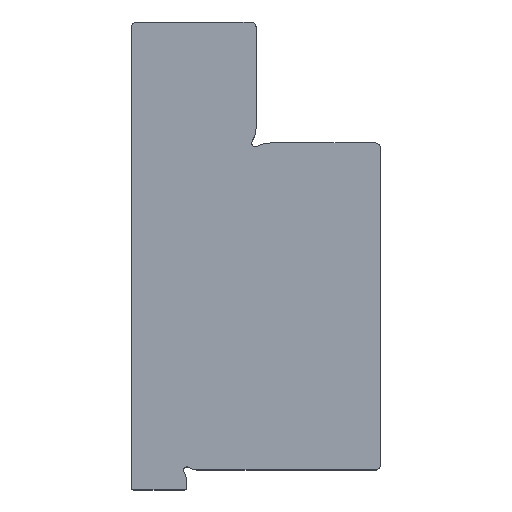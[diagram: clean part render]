
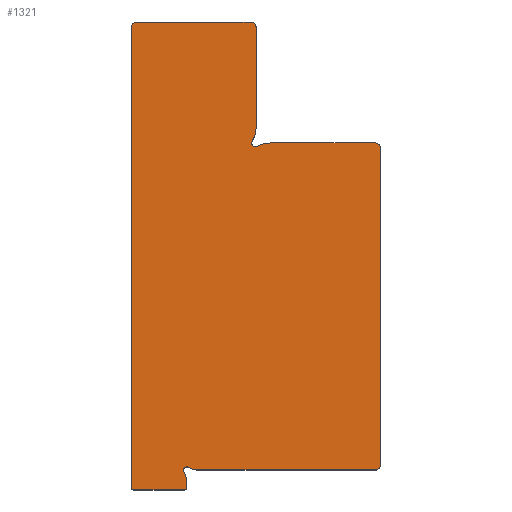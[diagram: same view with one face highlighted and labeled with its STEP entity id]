
A CAD part, top view. The second image highlights one B-rep face of the part: STEP entity #1321.
In plain terms, the highlighted planar face has unit normal (0, 0, 1).
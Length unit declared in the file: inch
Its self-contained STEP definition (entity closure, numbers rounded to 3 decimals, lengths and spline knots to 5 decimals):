
#116=PLANE('',#1469);
#144=FACE_OUTER_BOUND('',#218,.T.);
#218=EDGE_LOOP('',(#909,#910,#911,#912,#913,#914,#915,#916,#917,#918,#919,
#920,#921,#922,#923,#924,#925,#926,#927,#928));
#309=LINE('',#2003,#394);
#314=LINE('',#2016,#399);
#315=LINE('',#2022,#400);
#316=LINE('',#2026,#401);
#317=LINE('',#2030,#402);
#318=LINE('',#2038,#403);
#319=LINE('',#2042,#404);
#320=LINE('',#2045,#405);
#394=VECTOR('',#1633,0.3937);
#399=VECTOR('',#1648,0.3937);
#400=VECTOR('',#1653,0.3937);
#401=VECTOR('',#1656,0.3937);
#402=VECTOR('',#1659,0.3937);
#403=VECTOR('',#1666,0.3937);
#404=VECTOR('',#1669,0.3937);
#405=VECTOR('',#1672,0.3937);
#470=CIRCLE('',#1451,0.01);
#482=CIRCLE('',#1466,0.01);
#483=CIRCLE('',#1468,0.1);
#484=CIRCLE('',#1470,0.015);
#485=CIRCLE('',#1471,0.1);
#486=CIRCLE('',#1472,0.025);
#487=CIRCLE('',#1473,0.025);
#488=CIRCLE('',#1474,0.125);
#489=CIRCLE('',#1475,0.02);
#490=CIRCLE('',#1476,0.125);
#491=CIRCLE('',#1477,0.025);
#492=CIRCLE('',#1478,0.025);
#533=VERTEX_POINT('',#1958);
#534=VERTEX_POINT('',#1960);
#553=VERTEX_POINT('',#2002);
#554=VERTEX_POINT('',#2006);
#555=VERTEX_POINT('',#2010);
#556=VERTEX_POINT('',#2012);
#557=VERTEX_POINT('',#2017);
#558=VERTEX_POINT('',#2019);
#559=VERTEX_POINT('',#2021);
#560=VERTEX_POINT('',#2023);
#561=VERTEX_POINT('',#2025);
#562=VERTEX_POINT('',#2027);
#563=VERTEX_POINT('',#2029);
#564=VERTEX_POINT('',#2031);
#565=VERTEX_POINT('',#2033);
#566=VERTEX_POINT('',#2035);
#567=VERTEX_POINT('',#2037);
#568=VERTEX_POINT('',#2039);
#569=VERTEX_POINT('',#2041);
#570=VERTEX_POINT('',#2043);
#671=EDGE_CURVE('',#533,#534,#470,.T.);
#692=EDGE_CURVE('',#534,#553,#309,.T.);
#694=EDGE_CURVE('',#553,#554,#482,.T.);
#697=EDGE_CURVE('',#555,#556,#483,.T.);
#699=EDGE_CURVE('',#556,#533,#314,.T.);
#700=EDGE_CURVE('',#557,#555,#484,.T.);
#701=EDGE_CURVE('',#558,#557,#485,.T.);
#702=EDGE_CURVE('',#559,#558,#315,.T.);
#703=EDGE_CURVE('',#560,#559,#486,.T.);
#704=EDGE_CURVE('',#561,#560,#316,.T.);
#705=EDGE_CURVE('',#562,#561,#487,.T.);
#706=EDGE_CURVE('',#563,#562,#317,.T.);
#707=EDGE_CURVE('',#564,#563,#488,.T.);
#708=EDGE_CURVE('',#564,#565,#489,.T.);
#709=EDGE_CURVE('',#566,#565,#490,.T.);
#710=EDGE_CURVE('',#567,#566,#318,.T.);
#711=EDGE_CURVE('',#568,#567,#491,.T.);
#712=EDGE_CURVE('',#569,#568,#319,.T.);
#713=EDGE_CURVE('',#570,#569,#492,.T.);
#714=EDGE_CURVE('',#554,#570,#320,.T.);
#909=ORIENTED_EDGE('',*,*,#671,.F.);
#910=ORIENTED_EDGE('',*,*,#699,.F.);
#911=ORIENTED_EDGE('',*,*,#697,.F.);
#912=ORIENTED_EDGE('',*,*,#700,.F.);
#913=ORIENTED_EDGE('',*,*,#701,.F.);
#914=ORIENTED_EDGE('',*,*,#702,.F.);
#915=ORIENTED_EDGE('',*,*,#703,.F.);
#916=ORIENTED_EDGE('',*,*,#704,.F.);
#917=ORIENTED_EDGE('',*,*,#705,.F.);
#918=ORIENTED_EDGE('',*,*,#706,.F.);
#919=ORIENTED_EDGE('',*,*,#707,.F.);
#920=ORIENTED_EDGE('',*,*,#708,.T.);
#921=ORIENTED_EDGE('',*,*,#709,.F.);
#922=ORIENTED_EDGE('',*,*,#710,.F.);
#923=ORIENTED_EDGE('',*,*,#711,.F.);
#924=ORIENTED_EDGE('',*,*,#712,.F.);
#925=ORIENTED_EDGE('',*,*,#713,.F.);
#926=ORIENTED_EDGE('',*,*,#714,.F.);
#927=ORIENTED_EDGE('',*,*,#694,.F.);
#928=ORIENTED_EDGE('',*,*,#692,.F.);
#1321=ADVANCED_FACE('',(#144),#116,.T.);
#1451=AXIS2_PLACEMENT_3D('',#1961,#1596,#1597);
#1466=AXIS2_PLACEMENT_3D('',#2007,#1637,#1638);
#1468=AXIS2_PLACEMENT_3D('',#2013,#1643,#1644);
#1469=AXIS2_PLACEMENT_3D('',#2015,#1646,#1647);
#1470=AXIS2_PLACEMENT_3D('',#2018,#1649,#1650);
#1471=AXIS2_PLACEMENT_3D('',#2020,#1651,#1652);
#1472=AXIS2_PLACEMENT_3D('',#2024,#1654,#1655);
#1473=AXIS2_PLACEMENT_3D('',#2028,#1657,#1658);
#1474=AXIS2_PLACEMENT_3D('',#2032,#1660,#1661);
#1475=AXIS2_PLACEMENT_3D('',#2034,#1662,#1663);
#1476=AXIS2_PLACEMENT_3D('',#2036,#1664,#1665);
#1477=AXIS2_PLACEMENT_3D('',#2040,#1667,#1668);
#1478=AXIS2_PLACEMENT_3D('',#2044,#1670,#1671);
#1596=DIRECTION('center_axis',(0.,0.,-1.));
#1597=DIRECTION('ref_axis',(0.707,-0.707,0.));
#1633=DIRECTION('',(-1.,0.,0.));
#1637=DIRECTION('center_axis',(0.,0.,-1.));
#1638=DIRECTION('ref_axis',(-0.707,-0.707,0.));
#1643=DIRECTION('center_axis',(0.,0.,-1.));
#1644=DIRECTION('ref_axis',(0.967,0.255,0.));
#1646=DIRECTION('center_axis',(0.,0.,1.));
#1647=DIRECTION('ref_axis',(1.,0.,0.));
#1648=DIRECTION('',(0.,-1.,0.));
#1649=DIRECTION('center_axis',(0.,0.,1.));
#1650=DIRECTION('ref_axis',(1.,0.,0.));
#1651=DIRECTION('center_axis',(0.,0.,-1.));
#1652=DIRECTION('ref_axis',(-0.255,-0.967,0.));
#1653=DIRECTION('',(-1.,0.,0.));
#1654=DIRECTION('center_axis',(0.,0.,-1.));
#1655=DIRECTION('ref_axis',(0.707,-0.707,0.));
#1656=DIRECTION('',(0.,-1.,0.));
#1657=DIRECTION('center_axis',(0.,0.,-1.));
#1658=DIRECTION('ref_axis',(0.707,0.707,0.));
#1659=DIRECTION('',(1.,0.,0.));
#1660=DIRECTION('center_axis',(0.,0.,-1.));
#1661=DIRECTION('ref_axis',(-0.263,0.965,0.));
#1662=DIRECTION('center_axis',(0.,0.,-1.));
#1663=DIRECTION('ref_axis',(-1.,0.,0.));
#1664=DIRECTION('center_axis',(0.,0.,-1.));
#1665=DIRECTION('ref_axis',(0.963,-0.27,0.));
#1666=DIRECTION('',(0.,-1.,0.));
#1667=DIRECTION('center_axis',(0.,0.,-1.));
#1668=DIRECTION('ref_axis',(0.707,0.707,0.));
#1669=DIRECTION('',(1.,0.,0.));
#1670=DIRECTION('center_axis',(0.,0.,-1.));
#1671=DIRECTION('ref_axis',(-0.707,0.707,0.));
#1672=DIRECTION('',(0.,1.,0.));
#1958=CARTESIAN_POINT('',(0.34624,-2.00993,0.));
#1960=CARTESIAN_POINT('',(0.33624,-2.01993,0.));
#1961=CARTESIAN_POINT('Origin',(0.33624,-2.00993,0.));
#2002=CARTESIAN_POINT('',(0.08024,-2.01993,0.));
#2003=CARTESIAN_POINT('',(0.34624,-2.01993,0.));
#2006=CARTESIAN_POINT('',(0.07024,-2.00993,0.));
#2007=CARTESIAN_POINT('Origin',(0.08024,-2.00993,0.));
#2010=CARTESIAN_POINT('',(0.33319,-1.92734,0.));
#2012=CARTESIAN_POINT('',(0.34624,-1.97672,0.));
#2013=CARTESIAN_POINT('Origin',(0.24624,-1.97672,0.));
#2015=CARTESIAN_POINT('Origin',(0.62801,-0.88693,0.));
#2016=CARTESIAN_POINT('',(0.34624,-1.93493,0.));
#2017=CARTESIAN_POINT('',(0.35365,-1.90689,0.));
#2018=CARTESIAN_POINT('Origin',(0.34624,-1.91993,0.));
#2019=CARTESIAN_POINT('',(0.40303,-1.91993,0.));
#2020=CARTESIAN_POINT('Origin',(0.40303,-1.81993,0.));
#2021=CARTESIAN_POINT('',(1.29524,-1.91993,0.));
#2022=CARTESIAN_POINT('',(1.32024,-1.91993,0.));
#2023=CARTESIAN_POINT('',(1.32024,-1.89493,0.));
#2024=CARTESIAN_POINT('Origin',(1.29524,-1.89493,0.));
#2025=CARTESIAN_POINT('',(1.32024,-0.30193,0.));
#2026=CARTESIAN_POINT('',(1.32024,-0.27693,0.));
#2027=CARTESIAN_POINT('',(1.29524,-0.27693,0.));
#2028=CARTESIAN_POINT('Origin',(1.29524,-0.30193,0.));
#2029=CARTESIAN_POINT('',(0.76766,-0.27693,0.));
#2030=CARTESIAN_POINT('',(0.69524,-0.27693,0.));
#2031=CARTESIAN_POINT('',(0.70431,-0.29417,0.));
#2032=CARTESIAN_POINT('Origin',(0.76766,-0.40193,0.));
#2033=CARTESIAN_POINT('',(0.67708,-0.26655,0.));
#2034=CARTESIAN_POINT('Origin',(0.69417,-0.27693,0.));
#2035=CARTESIAN_POINT('',(0.69524,-0.20166,0.));
#2036=CARTESIAN_POINT('Origin',(0.57024,-0.20166,0.));
#2037=CARTESIAN_POINT('',(0.69524,0.30607,0.));
#2038=CARTESIAN_POINT('',(0.69524,0.33107,0.));
#2039=CARTESIAN_POINT('',(0.67024,0.33107,0.));
#2040=CARTESIAN_POINT('Origin',(0.67024,0.30607,0.));
#2041=CARTESIAN_POINT('',(0.09524,0.33107,0.));
#2042=CARTESIAN_POINT('',(0.07024,0.33107,0.));
#2043=CARTESIAN_POINT('',(0.07024,0.30607,0.));
#2044=CARTESIAN_POINT('Origin',(0.09524,0.30607,0.));
#2045=CARTESIAN_POINT('',(0.07024,-2.01993,0.));
